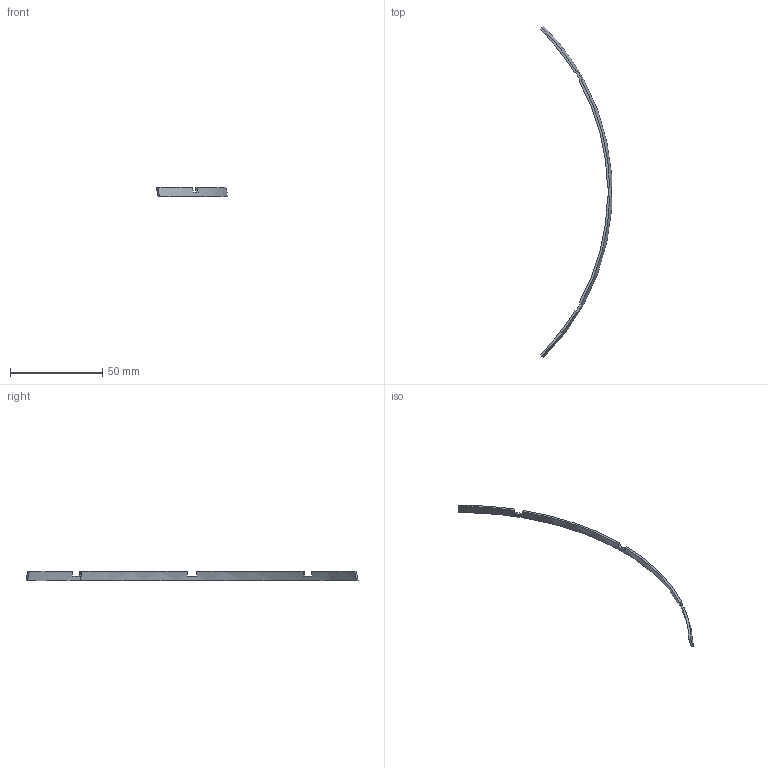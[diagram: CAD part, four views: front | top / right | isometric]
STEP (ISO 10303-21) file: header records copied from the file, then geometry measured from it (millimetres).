
FILE_DESCRIPTION(('CATIA V5 STEP Exchange'),'2;1');
FILE_NAME('Cono_Base.stp','2021-12-16T16:23:50+00:00',('none'),('none'),'CATIA Version 5 Release 21 GA (IN-10)','CATIA V5 STEP AP203','none');
FILE_SCHEMA(('CONFIG_CONTROL_DESIGN'));
Length unit declared in the file: millimetre
Products named in the file (1): Cono_Base
Bounding box: 38.66 x 179.57 x 5 mm (x, y, z)
Volume: 1139.7 mm3; surface area: 2470.4 mm2
Topology: 1 solids, 1 shells, 20 faces, 54 edges, 36 vertices
Faces by surface type: plane 16, cone 4
Entity records: 643 total; most frequent: CARTESIAN_POINT 146, ORIENTED_EDGE 108, DIRECTION 68, EDGE_CURVE 54, VERTEX_POINT 36, AXIS2_PLACEMENT_3D 34, VECTOR 22, LINE 22
